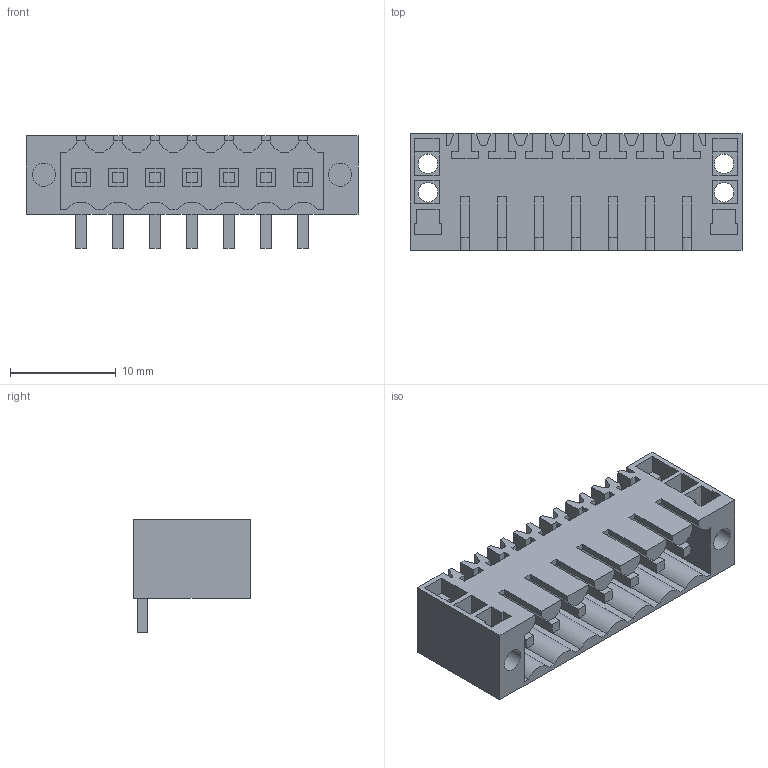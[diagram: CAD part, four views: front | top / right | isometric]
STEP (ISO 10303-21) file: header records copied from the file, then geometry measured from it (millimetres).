
FILE_DESCRIPTION(('CATIA V5 STEP Exchange','CAx-IF Rec.Pracs.--- Model Styling and Organization---1.2---2011-12-15'),'2;1');
FILE_NAME ('D1453284_0_1607090000_1607090000.stp','2018-03-06T11:45:11+00:00',('none'),('Weidmueller'),'CATIA Version 5-6 Release 2014','CATIA V5 STEP AP214','none');
FILE_SCHEMA(('AUTOMOTIVE_DESIGN { 1 0 10303 214 1 1 1 1 }'));
Length unit declared in the file: millimetre
Products named in the file (1): 1607090000
Bounding box: 31.4 x 11.05 x 10.65 mm (x, y, z)
Volume: 1178.5 mm3; surface area: 3254.2 mm2
Topology: 8 solids, 8 shells, 474 faces, 1418 edges, 966 vertices
Faces by surface type: plane 429, cylinder 45
Entity records: 14844 total; most frequent: ORIENTED_EDGE 2836, CARTESIAN_POINT 2671, DIRECTION 1990, EDGE_CURVE 1418, VECTOR 1314, LINE 1314, VERTEX_POINT 966, EDGE_LOOP 512
